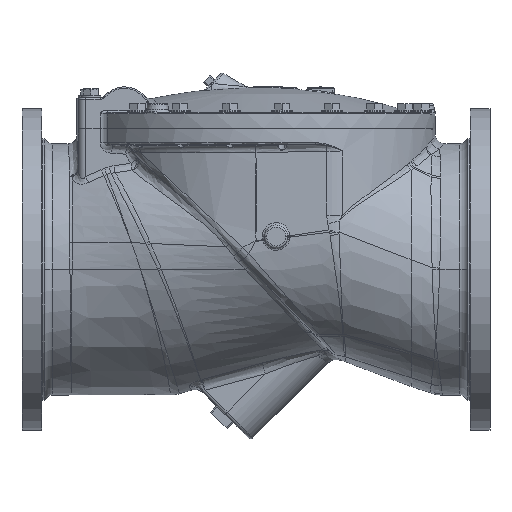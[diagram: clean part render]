
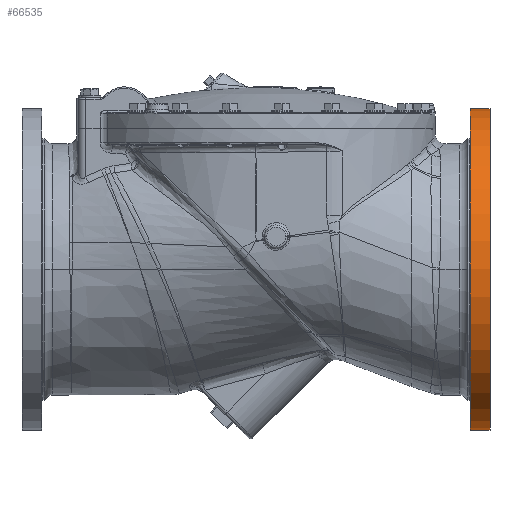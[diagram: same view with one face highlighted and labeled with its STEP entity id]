
A CAD part, top view. The second image highlights one B-rep face of the part: STEP entity #66535.
In plain terms, the highlighted cylindrical face has radius 349.25 mm (diameter 698.5 mm), a partial arc.
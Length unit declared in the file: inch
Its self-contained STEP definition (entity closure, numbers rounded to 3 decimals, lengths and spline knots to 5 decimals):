
#13231=CARTESIAN_POINT('',(20.,0.,0.));
#13232=DIRECTION('',(1.,0.,0.));
#13233=DIRECTION('',(0.,1.,0.));
#13234=AXIS2_PLACEMENT_3D('',#13231,#13232,#13233);
#13236=CARTESIAN_POINT('',(18.31,0.,0.));
#13237=DIRECTION('',(1.,0.,0.));
#13238=DIRECTION('',(0.,1.,0.));
#13239=AXIS2_PLACEMENT_3D('',#13236,#13237,#13238);
#13241=DIRECTION('',(-1.,0.,0.));
#13242=VECTOR('',#13241,1.69);
#13243=CARTESIAN_POINT('',(20.,13.75,0.));
#13244=LINE('',#13243,#13242);
#13250=DIRECTION('',(-1.,0.,0.));
#13251=VECTOR('',#13250,1.69);
#13252=CARTESIAN_POINT('',(20.,-13.75,0.));
#13253=LINE('',#13252,#13251);
#49578=CARTESIAN_POINT('',(20.,13.75,0.));
#49579=CARTESIAN_POINT('',(20.,-13.75,0.));
#49580=VERTEX_POINT('',#49578);
#49581=VERTEX_POINT('',#49579);
#50033=CARTESIAN_POINT('',(18.31,13.75,0.));
#50034=VERTEX_POINT('',#50033);
#50035=CARTESIAN_POINT('',(18.31,-13.75,0.));
#50036=VERTEX_POINT('',#50035);
#66521=CARTESIAN_POINT('',(-22.3784,0.,0.));
#66522=DIRECTION('',(1.,0.,0.));
#66523=DIRECTION('',(0.,-1.,0.));
#66524=AXIS2_PLACEMENT_3D('',#66521,#66522,#66523);
#66525=CYLINDRICAL_SURFACE('',#66524,13.75);
#66527=ORIENTED_EDGE('',*,*,#66526,.F.);
#66529=ORIENTED_EDGE('',*,*,#66528,.T.);
#66531=ORIENTED_EDGE('',*,*,#66530,.T.);
#66532=ORIENTED_EDGE('',*,*,#66378,.F.);
#66533=EDGE_LOOP('',(#66527,#66529,#66531,#66532));
#66534=FACE_OUTER_BOUND('',#66533,.F.);
#13235=CIRCLE('',#13234,13.75);
#13240=CIRCLE('',#13239,13.75);
#66378=EDGE_CURVE('',#50034,#50036,#13240,.T.);
#66526=EDGE_CURVE('',#49580,#50034,#13244,.T.);
#66528=EDGE_CURVE('',#49580,#49581,#13235,.T.);
#66530=EDGE_CURVE('',#49581,#50036,#13253,.T.);
#66535=ADVANCED_FACE('',(#66534),#66525,.T.);
